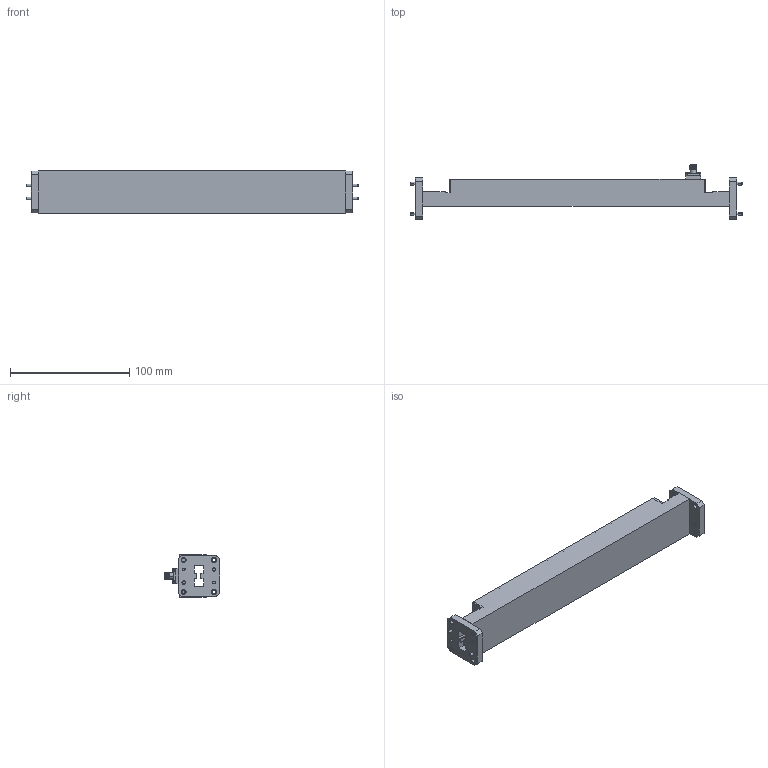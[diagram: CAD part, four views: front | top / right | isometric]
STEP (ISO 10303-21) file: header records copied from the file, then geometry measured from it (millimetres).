
FILE_DESCRIPTION (( 'STEP AP214' ), '1' );
FILE_NAME ('FMWRD750CP01-50_3D.step', '2023-05-23T23:45:35', ( '' ), ( '' ), 'SwSTEP 2.0', 'SolidWorks 2022', '' );
FILE_SCHEMA (( 'AUTOMOTIVE_DESIGN' ));
Length unit declared in the file: millimetre
Products named in the file (1): FMWRD750CP01-50_3D
Bounding box: 278.6 x 46.51 x 36 mm (x, y, z)
Volume: 172892.9 mm3; surface area: 54692 mm2
Topology: 1 solids, 6 shells, 1403 faces, 3688 edges, 2409 vertices
Faces by surface type: plane 634, cylinder 360, cone 288, bspline 95, torus 18, sphere 8
Entity records: 77092 total; most frequent: CARTESIAN_POINT 44628, ORIENTED_EDGE 7376, DIRECTION 6053, EDGE_CURVE 3688, VERTEX_POINT 2409, AXIS2_PLACEMENT_3D 2297, EDGE_LOOP 1541, VECTOR 1459
